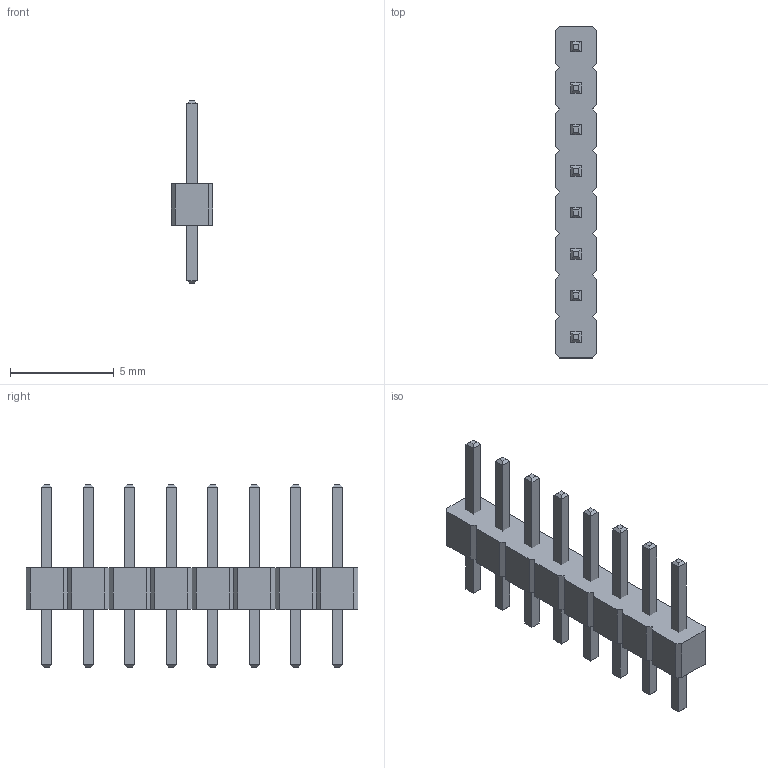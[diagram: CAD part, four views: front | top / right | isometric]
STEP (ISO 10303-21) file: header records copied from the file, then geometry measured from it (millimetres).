
FILE_DESCRIPTION(/* description */ ('model of PinHeader_1x08_P2.00mm_Vertical'),/* implementation_level */ '2;1');
FILE_NAME(/* name */ 'PinHeader_1x08_P2.00mm_Vertical.step',/* time_stamp */ '2018-01-24T13:05:32',/* author */ ('kicad StepUp','ksu'),/* organization */ ('FreeCAD'),/* preprocessor_version */ 'OCC',/* originating_system */ 'kicad StepUp',/* authorisation */ '');
FILE_SCHEMA(('AUTOMOTIVE_DESIGN { 1 0 10303 214 1 1 1 1 }'));
Length unit declared in the file: millimetre
Products named in the file (2): PinHeader_1x08_P200mm_Vertical; Shape0_782255185734
Bounding box: 2 x 16 x 8.8 mm (x, y, z)
Volume: 80.1 mm3; surface area: 280.5 mm2
Topology: 9 solids, 9 shells, 164 faces, 374 edges, 228 vertices
Faces by surface type: plane 164
Entity records: 2926 total; most frequent: ORIENTED_EDGE 586, CARTESIAN_POINT 431, EDGE_CURVE 374, LINE 374, VERTEX_POINT 228, AXIS2_PLACEMENT_3D 165, ADVANCED_FACE 164, FACE_BOUND 164
